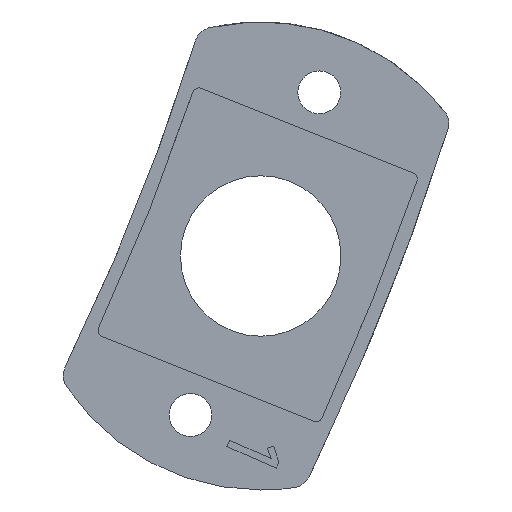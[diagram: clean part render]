
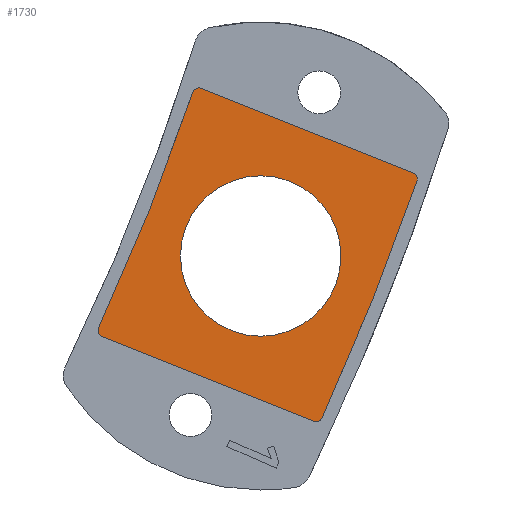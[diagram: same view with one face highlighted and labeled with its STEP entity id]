
A CAD part, front view. The second image highlights one B-rep face of the part: STEP entity #1730.
In plain terms, the highlighted planar face has unit normal (0, -1, 0).
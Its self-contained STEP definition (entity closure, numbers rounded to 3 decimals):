
#19 = CARTESIAN_POINT ( 'NONE',  ( 4.597, 0.5, -12.09 ) ) ;
#41 = CARTESIAN_POINT ( 'NONE',  ( -5.582, 0.5, 10.746 ) ) ;
#57 = EDGE_CURVE ( 'NONE', #761, #220, #580, .T. ) ;
#64 = CIRCLE ( 'NONE', #267, 0.5 ) ;
#83 = VERTEX_POINT ( 'NONE', #759 ) ;
#84 = CARTESIAN_POINT ( 'NONE',  ( 0., 0.5, 0. ) ) ;
#96 = FACE_BOUND ( 'NONE', #1047, .T. ) ;
#106 = CARTESIAN_POINT ( 'NONE',  ( 4.142, 0.5, -11.882 ) ) ;
#191 = EDGE_CURVE ( 'NONE', #1026, #1528, #683, .T. ) ;
#220 = VERTEX_POINT ( 'NONE', #767 ) ;
#237 = CIRCLE ( 'NONE', #1123, 6. ) ;
#247 = DIRECTION ( 'NONE',  ( -0.929, 0., 0.371 ) ) ;
#258 = EDGE_CURVE ( 'NONE', #1669, #1042, #917, .T. ) ;
#266 = CARTESIAN_POINT ( 'NONE',  ( 0., 0.5, 0. ) ) ;
#267 = AXIS2_PLACEMENT_3D ( 'NONE', #782, #1189, #640 ) ;
#268 = AXIS2_PLACEMENT_3D ( 'NONE', #106, #376, #674 ) ;
#287 = DIRECTION ( 'NONE',  ( 0., -1., 0. ) ) ;
#305 = DIRECTION ( 'NONE',  ( -0.929, 0., 0.371 ) ) ;
#343 = EDGE_CURVE ( 'NONE', #641, #1026, #919, .T. ) ;
#345 = B_SPLINE_CURVE_WITH_KNOTS ( 'NONE', 3,
 ( #472, #41, #913, #1755, #1034, #483, #1317, #1481, #1163, #1309, #464, #1025, #887 ),
 .UNSPECIFIED., .F., .F.,
 ( 4, 1, 1, 1, 1, 1, 2, 2, 4 ),
 ( 0.027, 0.264, 0.382, 0.441, 0.471, 0.486, 0.493, 0.5, 0.974 ),
 .UNSPECIFIED. ) ;
#354 = DIRECTION ( 'NONE',  ( 0., -1., 0. ) ) ;
#376 = DIRECTION ( 'NONE',  ( 0., -1., 0. ) ) ;
#379 = VERTEX_POINT ( 'NONE', #1100 ) ;
#386 = AXIS2_PLACEMENT_3D ( 'NONE', #993, #583, #852 ) ;
#395 = EDGE_CURVE ( 'NONE', #1792, #83, #955, .T. ) ;
#406 = EDGE_CURVE ( 'NONE', #1042, #1669, #237, .T. ) ;
#408 = CARTESIAN_POINT ( 'NONE',  ( 11.386, 0.5, 6.223 ) ) ;
#436 = CARTESIAN_POINT ( 'NONE',  ( -3.707, 0.5, -9.288 ) ) ;
#464 = CARTESIAN_POINT ( 'NONE',  ( -9.512, 0.5, 0.46 ) ) ;
#472 = CARTESIAN_POINT ( 'NONE',  ( -5.085, 0.5, 12.228 ) ) ;
#483 = CARTESIAN_POINT ( 'NONE',  ( -8.104, 0.5, 3.977 ) ) ;
#501 = CARTESIAN_POINT ( 'NONE',  ( 7.318, 0.5, -6.132 ) ) ;
#524 = EDGE_CURVE ( 'NONE', #379, #1304, #345, .T. ) ;
#526 = DIRECTION ( 'NONE',  ( 0., 0., -1. ) ) ;
#566 = ORIENTED_EDGE ( 'NONE', *, *, #57, .F. ) ;
#580 = LINE ( 'NONE', #436, #769 ) ;
#583 = DIRECTION ( 'NONE',  ( 0., -1., 0. ) ) ;
#599 = ORIENTED_EDGE ( 'NONE', *, *, #1447, .T. ) ;
#640 = DIRECTION ( 'NONE',  ( 0., 0., -1. ) ) ;
#641 = VERTEX_POINT ( 'NONE', #1427 ) ;
#652 = ORIENTED_EDGE ( 'NONE', *, *, #258, .T. ) ;
#653 = AXIS2_PLACEMENT_3D ( 'NONE', #1041, #354, #1742 ) ;
#656 = CARTESIAN_POINT ( 'NONE',  ( -12.119, 0.5, -5.363 ) ) ;
#674 = DIRECTION ( 'NONE',  ( 0., 0., -1. ) ) ;
#683 = B_SPLINE_CURVE_WITH_KNOTS ( 'NONE', 3,
 ( #1465, #501, #1340, #1311 ),
 .UNSPECIFIED., .F., .F.,
 ( 4, 4 ),
 ( 0.023, 0.975 ),
 .UNSPECIFIED. ) ;
#695 = CARTESIAN_POINT ( 'NONE',  ( 0., 0.5, 0. ) ) ;
#709 = AXIS2_PLACEMENT_3D ( 'NONE', #84, #1502, #1660 ) ;
#745 = CARTESIAN_POINT ( 'NONE',  ( 11.673, 0.5, 5.596 ) ) ;
#759 = CARTESIAN_POINT ( 'NONE',  ( -4.425, 0.5, 12.533 ) ) ;
#761 = VERTEX_POINT ( 'NONE', #1469 ) ;
#767 = CARTESIAN_POINT ( 'NONE',  ( -11.851, 0.5, -6.037 ) ) ;
#769 = VECTOR ( 'NONE', #305, 1000. ) ;
#782 = CARTESIAN_POINT ( 'NONE',  ( 11.2, 0.5, 5.758 ) ) ;
#793 = ORIENTED_EDGE ( 'NONE', *, *, #524, .T. ) ;
#832 = DIRECTION ( 'NONE',  ( 0., 1., 0. ) ) ;
#851 = ORIENTED_EDGE ( 'NONE', *, *, #1574, .T. ) ;
#852 = DIRECTION ( 'NONE',  ( 0., 0., -1. ) ) ;
#860 = CIRCLE ( 'NONE', #386, 0.5 ) ;
#887 = CARTESIAN_POINT ( 'NONE',  ( -12.119, 0.5, -5.363 ) ) ;
#913 = CARTESIAN_POINT ( 'NONE',  ( -6.365, 0.5, 8.522 ) ) ;
#917 = CIRCLE ( 'NONE', #1385, 6. ) ;
#919 = CIRCLE ( 'NONE', #268, 0.5 ) ;
#920 = ORIENTED_EDGE ( 'NONE', *, *, #406, .T. ) ;
#955 = LINE ( 'NONE', #961, #1774 ) ;
#961 = CARTESIAN_POINT ( 'NONE',  ( 3.707, 0.5, 9.288 ) ) ;
#993 = CARTESIAN_POINT ( 'NONE',  ( 4.142, 0.5, -11.882 ) ) ;
#1025 = CARTESIAN_POINT ( 'NONE',  ( -10.765, 0.5, -2.437 ) ) ;
#1026 = VERTEX_POINT ( 'NONE', #19 ) ;
#1034 = CARTESIAN_POINT ( 'NONE',  ( -7.847, 0.5, 4.626 ) ) ;
#1038 = AXIS2_PLACEMENT_3D ( 'NONE', #1556, #287, #1420 ) ;
#1041 = CARTESIAN_POINT ( 'NONE',  ( -11.665, 0.5, -5.573 ) ) ;
#1042 = VERTEX_POINT ( 'NONE', #1438 ) ;
#1047 = EDGE_LOOP ( 'NONE', ( #652, #920 ) ) ;
#1079 = DIRECTION ( 'NONE',  ( 0., 1., 0. ) ) ;
#1100 = CARTESIAN_POINT ( 'NONE',  ( -5.085, 0.5, 12.228 ) ) ;
#1123 = AXIS2_PLACEMENT_3D ( 'NONE', #266, #832, #1581 ) ;
#1163 = CARTESIAN_POINT ( 'NONE',  ( -8.326, 0.5, 3.42 ) ) ;
#1174 = ORIENTED_EDGE ( 'NONE', *, *, #343, .T. ) ;
#1189 = DIRECTION ( 'NONE',  ( 0., -1., 0. ) ) ;
#1217 = FACE_OUTER_BOUND ( 'NONE', #1442, .T. ) ;
#1304 = VERTEX_POINT ( 'NONE', #656 ) ;
#1309 = CARTESIAN_POINT ( 'NONE',  ( -8.345, 0.5, 3.372 ) ) ;
#1311 = CARTESIAN_POINT ( 'NONE',  ( 11.673, 0.5, 5.596 ) ) ;
#1317 = CARTESIAN_POINT ( 'NONE',  ( -8.233, 0.5, 3.652 ) ) ;
#1340 = CARTESIAN_POINT ( 'NONE',  ( 9.677, 0.5, -0.237 ) ) ;
#1361 = ORIENTED_EDGE ( 'NONE', *, *, #191, .T. ) ;
#1376 = CARTESIAN_POINT ( 'NONE',  ( 0., 0.5, -6. ) ) ;
#1385 = AXIS2_PLACEMENT_3D ( 'NONE', #695, #1079, #526 ) ;
#1388 = CIRCLE ( 'NONE', #653, 0.5 ) ;
#1420 = DIRECTION ( 'NONE',  ( 0., 0., -1. ) ) ;
#1427 = CARTESIAN_POINT ( 'NONE',  ( 4.142, 0.5, -12.382 ) ) ;
#1434 = ORIENTED_EDGE ( 'NONE', *, *, #1631, .T. ) ;
#1438 = CARTESIAN_POINT ( 'NONE',  ( 0., 0.5, 6. ) ) ;
#1442 = EDGE_LOOP ( 'NONE', ( #793, #851, #566, #1790, #1174, #1361, #1434, #1542, #599 ) ) ;
#1443 = EDGE_CURVE ( 'NONE', #761, #641, #860, .T. ) ;
#1447 = EDGE_CURVE ( 'NONE', #83, #379, #1511, .T. ) ;
#1465 = CARTESIAN_POINT ( 'NONE',  ( 4.597, 0.5, -12.09 ) ) ;
#1469 = CARTESIAN_POINT ( 'NONE',  ( 3.957, 0.5, -12.346 ) ) ;
#1481 = CARTESIAN_POINT ( 'NONE',  ( -8.288, 0.5, 3.513 ) ) ;
#1502 = DIRECTION ( 'NONE',  ( 0., -1., 0. ) ) ;
#1511 = CIRCLE ( 'NONE', #1038, 0.5 ) ;
#1528 = VERTEX_POINT ( 'NONE', #745 ) ;
#1529 = PLANE ( 'NONE',  #709 ) ;
#1542 = ORIENTED_EDGE ( 'NONE', *, *, #395, .T. ) ;
#1556 = CARTESIAN_POINT ( 'NONE',  ( -4.611, 0.5, 12.069 ) ) ;
#1574 = EDGE_CURVE ( 'NONE', #1304, #220, #1388, .T. ) ;
#1581 = DIRECTION ( 'NONE',  ( 0., 0., -1. ) ) ;
#1631 = EDGE_CURVE ( 'NONE', #1528, #1792, #64, .T. ) ;
#1660 = DIRECTION ( 'NONE',  ( 0., 0., -1. ) ) ;
#1669 = VERTEX_POINT ( 'NONE', #1376 ) ;
#1730 = ADVANCED_FACE ( 'NONE', ( #96, #1217 ), #1529, .T. ) ;
#1742 = DIRECTION ( 'NONE',  ( 0., 0., -1. ) ) ;
#1755 = CARTESIAN_POINT ( 'NONE',  ( -7.342, 0.5, 5.925 ) ) ;
#1774 = VECTOR ( 'NONE', #247, 1000. ) ;
#1790 = ORIENTED_EDGE ( 'NONE', *, *, #1443, .T. ) ;
#1792 = VERTEX_POINT ( 'NONE', #408 ) ;
